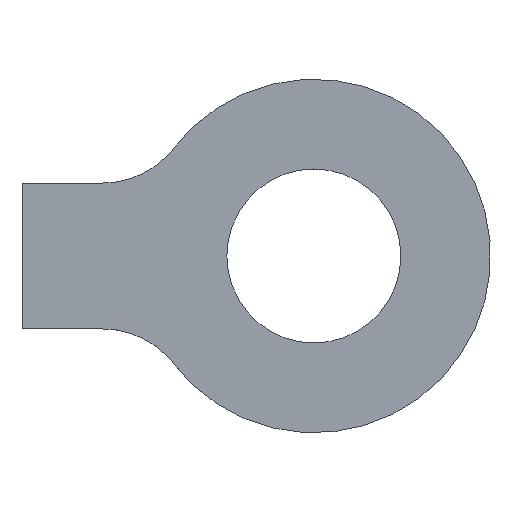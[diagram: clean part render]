
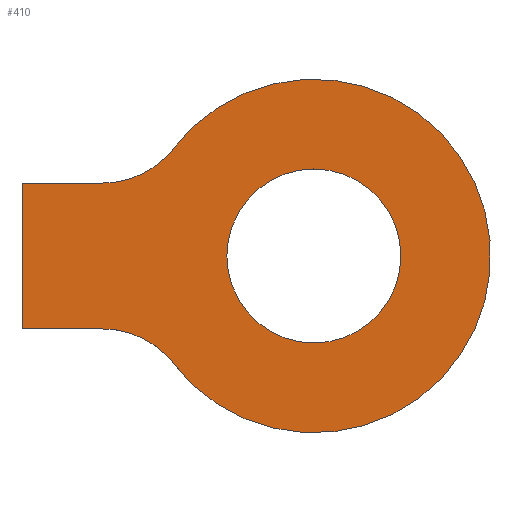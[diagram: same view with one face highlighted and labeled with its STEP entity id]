
A CAD part, top view. The second image highlights one B-rep face of the part: STEP entity #410.
In plain terms, the highlighted planar face has unit normal (0, 0, 1).
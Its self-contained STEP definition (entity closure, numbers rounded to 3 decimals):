
#32 = PLANE('',#33);
#33 = AXIS2_PLACEMENT_3D('',#34,#35,#36);
#34 = CARTESIAN_POINT('',(-28.692,-13.,0.));
#35 = DIRECTION('',(0.,-1.,0.));
#36 = DIRECTION('',(-1.,0.,0.));
#57 = VERTEX_POINT('',#58);
#58 = CARTESIAN_POINT('',(-37.62,-13.,1.6));
#72 = CYLINDRICAL_SURFACE('',#73,16.);
#73 = AXIS2_PLACEMENT_3D('',#74,#75,#76);
#74 = CARTESIAN_POINT('',(-37.62,-29.,0.));
#75 = DIRECTION('',(0.,0.,1.));
#76 = DIRECTION('',(0.,1.,0.));
#84 = EDGE_CURVE('',#57,#85,#87,.T.);
#85 = VERTEX_POINT('',#86);
#86 = CARTESIAN_POINT('',(-52.,-13.,1.6));
#87 = SURFACE_CURVE('',#88,(#92,#99),.PCURVE_S1.);
#88 = LINE('',#89,#90);
#89 = CARTESIAN_POINT('',(-28.692,-13.,1.6));
#90 = VECTOR('',#91,1.);
#91 = DIRECTION('',(-1.,0.,0.));
#92 = PCURVE('',#32,#93);
#93 = DEFINITIONAL_REPRESENTATION('',(#94),#98);
#94 = LINE('',#95,#96);
#95 = CARTESIAN_POINT('',(0.,-1.6));
#96 = VECTOR('',#97,1.);
#97 = DIRECTION('',(1.,0.));
#98 = ( GEOMETRIC_REPRESENTATION_CONTEXT(2) 
PARAMETRIC_REPRESENTATION_CONTEXT() REPRESENTATION_CONTEXT('2D SPACE',''
  ) );
#99 = PCURVE('',#100,#105);
#100 = PLANE('',#101);
#101 = AXIS2_PLACEMENT_3D('',#102,#103,#104);
#102 = CARTESIAN_POINT('',(-28.692,-13.,1.6));
#103 = DIRECTION('',(0.,0.,1.));
#104 = DIRECTION('',(1.,0.,0.));
#105 = DEFINITIONAL_REPRESENTATION('',(#106),#110);
#106 = LINE('',#107,#108);
#107 = CARTESIAN_POINT('',(0.,0.));
#108 = VECTOR('',#109,1.);
#109 = DIRECTION('',(-1.,0.));
#110 = ( GEOMETRIC_REPRESENTATION_CONTEXT(2) 
PARAMETRIC_REPRESENTATION_CONTEXT() REPRESENTATION_CONTEXT('2D SPACE',''
  ) );
#126 = PLANE('',#127);
#127 = AXIS2_PLACEMENT_3D('',#128,#129,#130);
#128 = CARTESIAN_POINT('',(-52.,-13.,0.));
#129 = DIRECTION('',(-1.,0.,0.));
#130 = DIRECTION('',(0.,1.,0.));
#187 = CYLINDRICAL_SURFACE('',#188,31.5);
#188 = AXIS2_PLACEMENT_3D('',#189,#190,#191);
#189 = CARTESIAN_POINT('',(0.,0.,0.));
#190 = DIRECTION('',(-0.,-0.,-1.));
#191 = DIRECTION('',(1.,0.,0.));
#216 = CYLINDRICAL_SURFACE('',#217,16.);
#217 = AXIS2_PLACEMENT_3D('',#218,#219,#220);
#218 = CARTESIAN_POINT('',(-37.62,29.,0.));
#219 = DIRECTION('',(0.,0.,1.));
#220 = DIRECTION('',(0.,-1.,0.));
#244 = PLANE('',#245);
#245 = AXIS2_PLACEMENT_3D('',#246,#247,#248);
#246 = CARTESIAN_POINT('',(-52.,13.,0.));
#247 = DIRECTION('',(0.,1.,0.));
#248 = DIRECTION('',(1.,0.,0.));
#296 = CYLINDRICAL_SURFACE('',#297,15.5);
#297 = AXIS2_PLACEMENT_3D('',#298,#299,#300);
#298 = CARTESIAN_POINT('',(0.,0.,0.));
#299 = DIRECTION('',(-0.,-0.,-1.));
#300 = DIRECTION('',(1.,0.,0.));
#313 = VERTEX_POINT('',#314);
#314 = CARTESIAN_POINT('',(-24.948,-19.232,1.6));
#335 = EDGE_CURVE('',#57,#313,#336,.T.);
#336 = SURFACE_CURVE('',#337,(#342,#349),.PCURVE_S1.);
#337 = CIRCLE('',#338,16.);
#338 = AXIS2_PLACEMENT_3D('',#339,#340,#341);
#339 = CARTESIAN_POINT('',(-37.62,-29.,1.6));
#340 = DIRECTION('',(-0.,-0.,-1.));
#341 = DIRECTION('',(0.,-1.,0.));
#342 = PCURVE('',#72,#343);
#343 = DEFINITIONAL_REPRESENTATION('',(#344),#348);
#344 = LINE('',#345,#346);
#345 = CARTESIAN_POINT('',(3.142,1.6));
#346 = VECTOR('',#347,1.);
#347 = DIRECTION('',(-1.,0.));
#348 = ( GEOMETRIC_REPRESENTATION_CONTEXT(2) 
PARAMETRIC_REPRESENTATION_CONTEXT() REPRESENTATION_CONTEXT('2D SPACE',''
  ) );
#349 = PCURVE('',#100,#350);
#350 = DEFINITIONAL_REPRESENTATION('',(#351),#359);
#351 = ( BOUNDED_CURVE() B_SPLINE_CURVE(2,(#352,#353,#354,#355,#356,#357
,#358),.UNSPECIFIED.,.T.,.F.) B_SPLINE_CURVE_WITH_KNOTS((1,2,2,2,2,1),(
    -2.094,0.,2.094,4.189,6.283,
8.378),.UNSPECIFIED.) CURVE() GEOMETRIC_REPRESENTATION_ITEM() 
RATIONAL_B_SPLINE_CURVE((1.,0.5,1.,0.5,1.,0.5,1.)) REPRESENTATION_ITEM(
  '') );
#352 = CARTESIAN_POINT('',(-8.927,-32.));
#353 = CARTESIAN_POINT('',(-36.64,-32.));
#354 = CARTESIAN_POINT('',(-22.784,-8.));
#355 = CARTESIAN_POINT('',(-8.927,16.));
#356 = CARTESIAN_POINT('',(4.929,-8.));
#357 = CARTESIAN_POINT('',(18.785,-32.));
#358 = CARTESIAN_POINT('',(-8.927,-32.));
#359 = ( GEOMETRIC_REPRESENTATION_CONTEXT(2) 
PARAMETRIC_REPRESENTATION_CONTEXT() REPRESENTATION_CONTEXT('2D SPACE',''
  ) );
#366 = EDGE_CURVE('',#85,#367,#369,.T.);
#367 = VERTEX_POINT('',#368);
#368 = CARTESIAN_POINT('',(-52.,13.,1.6));
#369 = SURFACE_CURVE('',#370,(#374,#381),.PCURVE_S1.);
#370 = LINE('',#371,#372);
#371 = CARTESIAN_POINT('',(-52.,-13.,1.6));
#372 = VECTOR('',#373,1.);
#373 = DIRECTION('',(0.,1.,0.));
#374 = PCURVE('',#126,#375);
#375 = DEFINITIONAL_REPRESENTATION('',(#376),#380);
#376 = LINE('',#377,#378);
#377 = CARTESIAN_POINT('',(0.,-1.6));
#378 = VECTOR('',#379,1.);
#379 = DIRECTION('',(1.,0.));
#380 = ( GEOMETRIC_REPRESENTATION_CONTEXT(2) 
PARAMETRIC_REPRESENTATION_CONTEXT() REPRESENTATION_CONTEXT('2D SPACE',''
  ) );
#381 = PCURVE('',#100,#382);
#382 = DEFINITIONAL_REPRESENTATION('',(#383),#387);
#383 = LINE('',#384,#385);
#384 = CARTESIAN_POINT('',(-23.308,0.));
#385 = VECTOR('',#386,1.);
#386 = DIRECTION('',(0.,1.));
#387 = ( GEOMETRIC_REPRESENTATION_CONTEXT(2) 
PARAMETRIC_REPRESENTATION_CONTEXT() REPRESENTATION_CONTEXT('2D SPACE',''
  ) );
#410 = ADVANCED_FACE('',(#411,#485),#100,.T.);
#411 = FACE_BOUND('',#412,.T.);
#412 = EDGE_LOOP('',(#413,#414,#415,#439,#463,#484));
#413 = ORIENTED_EDGE('',*,*,#84,.F.);
#414 = ORIENTED_EDGE('',*,*,#335,.T.);
#415 = ORIENTED_EDGE('',*,*,#416,.T.);
#416 = EDGE_CURVE('',#313,#417,#419,.T.);
#417 = VERTEX_POINT('',#418);
#418 = CARTESIAN_POINT('',(-24.948,19.232,1.6));
#419 = SURFACE_CURVE('',#420,(#425,#432),.PCURVE_S1.);
#420 = CIRCLE('',#421,31.5);
#421 = AXIS2_PLACEMENT_3D('',#422,#423,#424);
#422 = CARTESIAN_POINT('',(0.,0.,1.6));
#423 = DIRECTION('',(0.,0.,1.));
#424 = DIRECTION('',(1.,0.,0.));
#425 = PCURVE('',#100,#426);
#426 = DEFINITIONAL_REPRESENTATION('',(#427),#431);
#427 = CIRCLE('',#428,31.5);
#428 = AXIS2_PLACEMENT_2D('',#429,#430);
#429 = CARTESIAN_POINT('',(28.692,13.));
#430 = DIRECTION('',(1.,0.));
#431 = ( GEOMETRIC_REPRESENTATION_CONTEXT(2) 
PARAMETRIC_REPRESENTATION_CONTEXT() REPRESENTATION_CONTEXT('2D SPACE',''
  ) );
#432 = PCURVE('',#187,#433);
#433 = DEFINITIONAL_REPRESENTATION('',(#434),#438);
#434 = LINE('',#435,#436);
#435 = CARTESIAN_POINT('',(-0.,-1.6));
#436 = VECTOR('',#437,1.);
#437 = DIRECTION('',(-1.,0.));
#438 = ( GEOMETRIC_REPRESENTATION_CONTEXT(2) 
PARAMETRIC_REPRESENTATION_CONTEXT() REPRESENTATION_CONTEXT('2D SPACE',''
  ) );
#439 = ORIENTED_EDGE('',*,*,#440,.F.);
#440 = EDGE_CURVE('',#441,#417,#443,.T.);
#441 = VERTEX_POINT('',#442);
#442 = CARTESIAN_POINT('',(-37.62,13.,1.6));
#443 = SURFACE_CURVE('',#444,(#449,#456),.PCURVE_S1.);
#444 = CIRCLE('',#445,16.);
#445 = AXIS2_PLACEMENT_3D('',#446,#447,#448);
#446 = CARTESIAN_POINT('',(-37.62,29.,1.6));
#447 = DIRECTION('',(-0.,0.,1.));
#448 = DIRECTION('',(0.,-1.,0.));
#449 = PCURVE('',#100,#450);
#450 = DEFINITIONAL_REPRESENTATION('',(#451),#455);
#451 = CIRCLE('',#452,16.);
#452 = AXIS2_PLACEMENT_2D('',#453,#454);
#453 = CARTESIAN_POINT('',(-8.927,42.));
#454 = DIRECTION('',(0.,-1.));
#455 = ( GEOMETRIC_REPRESENTATION_CONTEXT(2) 
PARAMETRIC_REPRESENTATION_CONTEXT() REPRESENTATION_CONTEXT('2D SPACE',''
  ) );
#456 = PCURVE('',#216,#457);
#457 = DEFINITIONAL_REPRESENTATION('',(#458),#462);
#458 = LINE('',#459,#460);
#459 = CARTESIAN_POINT('',(0.,1.6));
#460 = VECTOR('',#461,1.);
#461 = DIRECTION('',(1.,0.));
#462 = ( GEOMETRIC_REPRESENTATION_CONTEXT(2) 
PARAMETRIC_REPRESENTATION_CONTEXT() REPRESENTATION_CONTEXT('2D SPACE',''
  ) );
#463 = ORIENTED_EDGE('',*,*,#464,.F.);
#464 = EDGE_CURVE('',#367,#441,#465,.T.);
#465 = SURFACE_CURVE('',#466,(#470,#477),.PCURVE_S1.);
#466 = LINE('',#467,#468);
#467 = CARTESIAN_POINT('',(-52.,13.,1.6));
#468 = VECTOR('',#469,1.);
#469 = DIRECTION('',(1.,0.,0.));
#470 = PCURVE('',#100,#471);
#471 = DEFINITIONAL_REPRESENTATION('',(#472),#476);
#472 = LINE('',#473,#474);
#473 = CARTESIAN_POINT('',(-23.308,26.));
#474 = VECTOR('',#475,1.);
#475 = DIRECTION('',(1.,0.));
#476 = ( GEOMETRIC_REPRESENTATION_CONTEXT(2) 
PARAMETRIC_REPRESENTATION_CONTEXT() REPRESENTATION_CONTEXT('2D SPACE',''
  ) );
#477 = PCURVE('',#244,#478);
#478 = DEFINITIONAL_REPRESENTATION('',(#479),#483);
#479 = LINE('',#480,#481);
#480 = CARTESIAN_POINT('',(0.,-1.6));
#481 = VECTOR('',#482,1.);
#482 = DIRECTION('',(1.,0.));
#483 = ( GEOMETRIC_REPRESENTATION_CONTEXT(2) 
PARAMETRIC_REPRESENTATION_CONTEXT() REPRESENTATION_CONTEXT('2D SPACE',''
  ) );
#484 = ORIENTED_EDGE('',*,*,#366,.F.);
#485 = FACE_BOUND('',#486,.F.);
#486 = EDGE_LOOP('',(#487));
#487 = ORIENTED_EDGE('',*,*,#488,.T.);
#488 = EDGE_CURVE('',#489,#489,#491,.T.);
#489 = VERTEX_POINT('',#490);
#490 = CARTESIAN_POINT('',(15.5,0.,1.6));
#491 = SURFACE_CURVE('',#492,(#497,#504),.PCURVE_S1.);
#492 = CIRCLE('',#493,15.5);
#493 = AXIS2_PLACEMENT_3D('',#494,#495,#496);
#494 = CARTESIAN_POINT('',(0.,0.,1.6));
#495 = DIRECTION('',(0.,0.,1.));
#496 = DIRECTION('',(1.,0.,0.));
#497 = PCURVE('',#100,#498);
#498 = DEFINITIONAL_REPRESENTATION('',(#499),#503);
#499 = CIRCLE('',#500,15.5);
#500 = AXIS2_PLACEMENT_2D('',#501,#502);
#501 = CARTESIAN_POINT('',(28.692,13.));
#502 = DIRECTION('',(1.,0.));
#503 = ( GEOMETRIC_REPRESENTATION_CONTEXT(2) 
PARAMETRIC_REPRESENTATION_CONTEXT() REPRESENTATION_CONTEXT('2D SPACE',''
  ) );
#504 = PCURVE('',#296,#505);
#505 = DEFINITIONAL_REPRESENTATION('',(#506),#510);
#506 = LINE('',#507,#508);
#507 = CARTESIAN_POINT('',(-0.,-1.6));
#508 = VECTOR('',#509,1.);
#509 = DIRECTION('',(-1.,0.));
#510 = ( GEOMETRIC_REPRESENTATION_CONTEXT(2) 
PARAMETRIC_REPRESENTATION_CONTEXT() REPRESENTATION_CONTEXT('2D SPACE',''
  ) );
